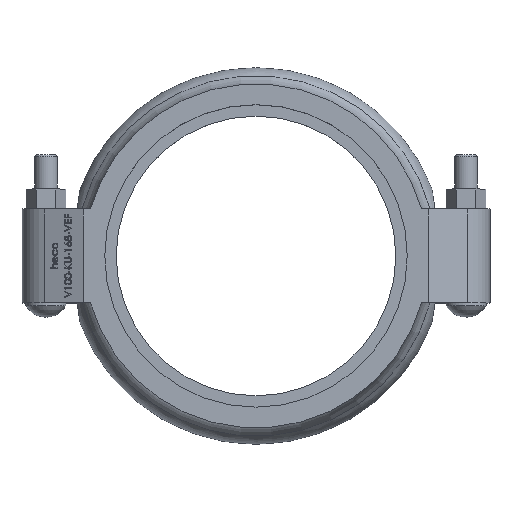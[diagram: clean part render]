
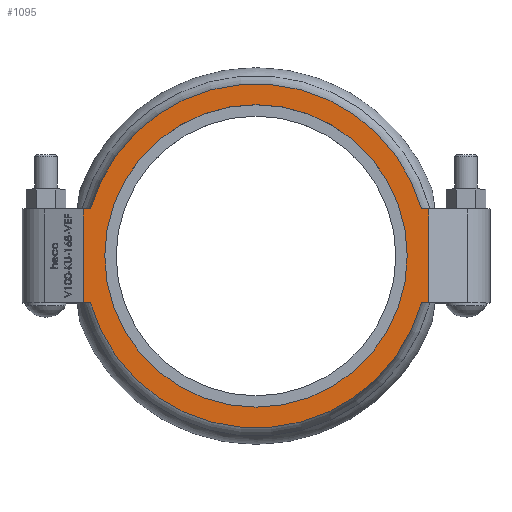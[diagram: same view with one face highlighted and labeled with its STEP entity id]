
A CAD part, top view. The second image highlights one B-rep face of the part: STEP entity #1095.
In plain terms, the highlighted planar face has unit normal (0, 0, 1).
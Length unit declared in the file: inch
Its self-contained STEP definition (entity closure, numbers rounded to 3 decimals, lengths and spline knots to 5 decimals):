
#409 = ORIENTED_EDGE ( 'NONE', *, *, #15932, .F. ) ;
#747 = VERTEX_POINT ( 'NONE', #14168 ) ;
#922 = PLANE ( 'NONE',  #14658 ) ;
#1062 = DIRECTION ( 'NONE',  ( 0., -1., 0. ) ) ;
#1095 = ADVANCED_FACE ( 'NONE', ( #16119, #6936 ), #922, .T. ) ;
#1239 = DIRECTION ( 'NONE',  ( 1., 0., 0. ) ) ;
#1298 = AXIS2_PLACEMENT_3D ( 'NONE', #14504, #3514, #9035 ) ;
#1620 = ORIENTED_EDGE ( 'NONE', *, *, #3483, .T. ) ;
#1868 = ORIENTED_EDGE ( 'NONE', *, *, #15225, .T. ) ;
#2246 = CIRCLE ( 'NONE', #4157, 3.768 ) ;
#2325 = DIRECTION ( 'NONE',  ( -1., 0., 0. ) ) ;
#2616 = CARTESIAN_POINT ( 'NONE',  ( 3.78, -1.029, 1.125 ) ) ;
#2864 = LINE ( 'NONE', #7172, #15239 ) ;
#3182 = CIRCLE ( 'NONE', #1298, 3.3125 ) ;
#3260 = VERTEX_POINT ( 'NONE', #17907 ) ;
#3483 = EDGE_CURVE ( 'NONE', #12725, #12725, #3182, .T. ) ;
#3514 = DIRECTION ( 'NONE',  ( 0., 0., -1. ) ) ;
#3916 = LINE ( 'NONE', #16678, #8062 ) ;
#4105 = EDGE_CURVE ( 'NONE', #7057, #3260, #8024, .T. ) ;
#4157 = AXIS2_PLACEMENT_3D ( 'NONE', #12541, #12720, #7233 ) ;
#5085 = VERTEX_POINT ( 'NONE', #6086 ) ;
#5123 = VERTEX_POINT ( 'NONE', #7658 ) ;
#5697 = CARTESIAN_POINT ( 'NONE',  ( 3.62477, 1.029, 1.125 ) ) ;
#6086 = CARTESIAN_POINT ( 'NONE',  ( 3.78, 1.029, 1.125 ) ) ;
#6118 = ORIENTED_EDGE ( 'NONE', *, *, #4105, .T. ) ;
#6534 = VECTOR ( 'NONE', #1239, 39.37008 ) ;
#6936 = FACE_BOUND ( 'NONE', #16528, .T. ) ;
#7057 = VERTEX_POINT ( 'NONE', #8325 ) ;
#7077 = DIRECTION ( 'NONE',  ( 1., 0., 0. ) ) ;
#7172 = CARTESIAN_POINT ( 'NONE',  ( -3.78, -1.029, 1.125 ) ) ;
#7233 = DIRECTION ( 'NONE',  ( 1., 0., 0. ) ) ;
#7555 = CARTESIAN_POINT ( 'NONE',  ( -3.62477, 1.029, 1.125 ) ) ;
#7658 = CARTESIAN_POINT ( 'NONE',  ( -3.62477, -1.029, 1.125 ) ) ;
#7758 = CARTESIAN_POINT ( 'NONE',  ( 0., 0., 1.125 ) ) ;
#7767 = ORIENTED_EDGE ( 'NONE', *, *, #8843, .F. ) ;
#7932 = VECTOR ( 'NONE', #11464, 39.37008 ) ;
#8024 = LINE ( 'NONE', #17565, #9772 ) ;
#8062 = VECTOR ( 'NONE', #7077, 39.37008 ) ;
#8078 = CIRCLE ( 'NONE', #9145, 3.768 ) ;
#8209 = VERTEX_POINT ( 'NONE', #7555 ) ;
#8325 = CARTESIAN_POINT ( 'NONE',  ( -3.78, 1.029, 1.125 ) ) ;
#8450 = EDGE_CURVE ( 'NONE', #12744, #8209, #8078, .T. ) ;
#8843 = EDGE_CURVE ( 'NONE', #12744, #5085, #17130, .T. ) ;
#9035 = DIRECTION ( 'NONE',  ( -1., 0., 0. ) ) ;
#9145 = AXIS2_PLACEMENT_3D ( 'NONE', #7758, #17317, #15965 ) ;
#9576 = CARTESIAN_POINT ( 'NONE',  ( -3.78, 1.029, 1.125 ) ) ;
#9601 = ORIENTED_EDGE ( 'NONE', *, *, #10856, .F. ) ;
#9772 = VECTOR ( 'NONE', #1062, 39.37008 ) ;
#10292 = VERTEX_POINT ( 'NONE', #2616 ) ;
#10547 = LINE ( 'NONE', #15546, #7932 ) ;
#10553 = VECTOR ( 'NONE', #16917, 39.37008 ) ;
#10657 = CARTESIAN_POINT ( 'NONE',  ( 0., -3.035, 1.125 ) ) ;
#10789 = LINE ( 'NONE', #14203, #10553 ) ;
#10790 = ORIENTED_EDGE ( 'NONE', *, *, #14533, .T. ) ;
#10856 = EDGE_CURVE ( 'NONE', #10292, #747, #2864, .T. ) ;
#11464 = DIRECTION ( 'NONE',  ( -1., 0., 0. ) ) ;
#12541 = CARTESIAN_POINT ( 'NONE',  ( 0., 0., 1.125 ) ) ;
#12720 = DIRECTION ( 'NONE',  ( 0., 0., 1. ) ) ;
#12725 = VERTEX_POINT ( 'NONE', #15083 ) ;
#12744 = VERTEX_POINT ( 'NONE', #5697 ) ;
#13720 = EDGE_CURVE ( 'NONE', #5123, #3260, #10547, .T. ) ;
#13852 = ORIENTED_EDGE ( 'NONE', *, *, #8450, .T. ) ;
#14168 = CARTESIAN_POINT ( 'NONE',  ( 3.62477, -1.029, 1.125 ) ) ;
#14203 = CARTESIAN_POINT ( 'NONE',  ( 3.78, 0., 1.125 ) ) ;
#14504 = CARTESIAN_POINT ( 'NONE',  ( 0., 0., 1.125 ) ) ;
#14533 = EDGE_CURVE ( 'NONE', #10292, #5085, #10789, .T. ) ;
#14658 = AXIS2_PLACEMENT_3D ( 'NONE', #10657, #15949, #2325 ) ;
#15083 = CARTESIAN_POINT ( 'NONE',  ( -3.3125, 0., 1.125 ) ) ;
#15225 = EDGE_CURVE ( 'NONE', #5123, #747, #2246, .T. ) ;
#15239 = VECTOR ( 'NONE', #15544, 39.37008 ) ;
#15544 = DIRECTION ( 'NONE',  ( -1., 0., 0. ) ) ;
#15546 = CARTESIAN_POINT ( 'NONE',  ( -3.78, -1.029, 1.125 ) ) ;
#15932 = EDGE_CURVE ( 'NONE', #7057, #8209, #3916, .T. ) ;
#15949 = DIRECTION ( 'NONE',  ( 0., 0., 1. ) ) ;
#15965 = DIRECTION ( 'NONE',  ( 1., 0., 0. ) ) ;
#16119 = FACE_OUTER_BOUND ( 'NONE', #17425, .T. ) ;
#16528 = EDGE_LOOP ( 'NONE', ( #1620 ) ) ;
#16678 = CARTESIAN_POINT ( 'NONE',  ( -3.78, 1.029, 1.125 ) ) ;
#16917 = DIRECTION ( 'NONE',  ( 0., 1., 0. ) ) ;
#17130 = LINE ( 'NONE', #9576, #6534 ) ;
#17284 = ORIENTED_EDGE ( 'NONE', *, *, #13720, .F. ) ;
#17317 = DIRECTION ( 'NONE',  ( 0., 0., 1. ) ) ;
#17425 = EDGE_LOOP ( 'NONE', ( #13852, #409, #6118, #17284, #1868, #9601, #10790, #7767 ) ) ;
#17565 = CARTESIAN_POINT ( 'NONE',  ( -3.78, 0., 1.125 ) ) ;
#17907 = CARTESIAN_POINT ( 'NONE',  ( -3.78, -1.029, 1.125 ) ) ;
